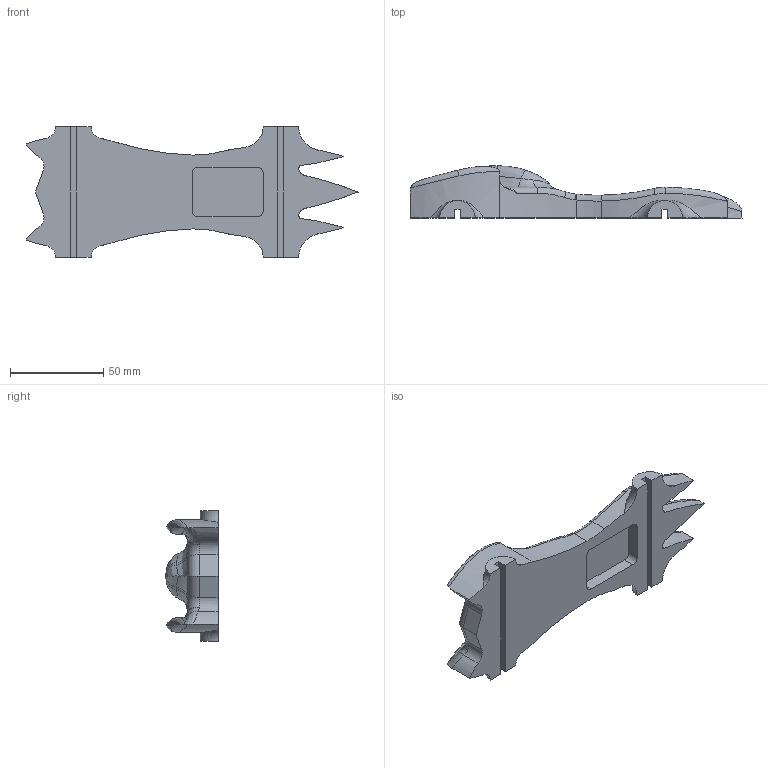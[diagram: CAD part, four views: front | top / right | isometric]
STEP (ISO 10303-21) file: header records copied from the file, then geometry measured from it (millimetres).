
FILE_DESCRIPTION((''),'2;1');
FILE_NAME('CAR_BODY','2017-04-10T',('Anthony_Meade'),('Pacific Aerospace & Electronics, Inc.'),'CREO PARAMETRIC BY PTC INC, 2016050','CREO PARAMETRIC BY PTC INC, 2016050','');
FILE_SCHEMA(('AUTOMOTIVE_DESIGN { 1 0 10303 214 1 1 1 1 }'));
Length unit declared in the file: inch
Products named in the file (1): CAR_BODY
Bounding box: 177.8 x 27.94 x 69.85 mm (x, y, z)
Volume: 117856.7 mm3; surface area: 27540.1 mm2
Topology: 1 solids, 1 shells, 196 faces, 489 edges, 296 vertices
Faces by surface type: bspline 82, cylinder 51, plane 33, torus 28, sphere 2
Entity records: 23494 total; most frequent: CARTESIAN_POINT 19069, ORIENTED_EDGE 978, DIRECTION 716, EDGE_CURVE 489, AXIS2_PLACEMENT_3D 304, VERTEX_POINT 296, EDGE_LOOP 197, FACE_OUTER_BOUND 196
